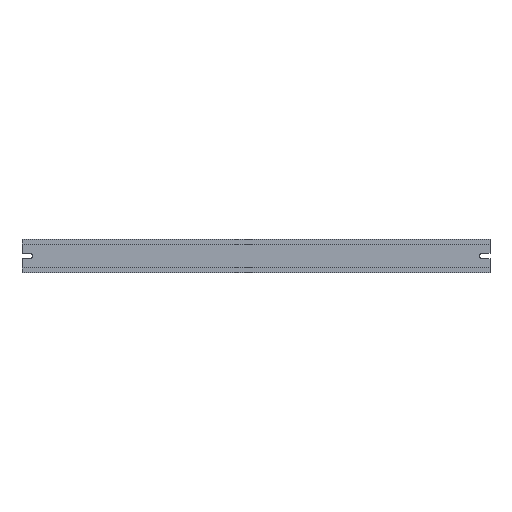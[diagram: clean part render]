
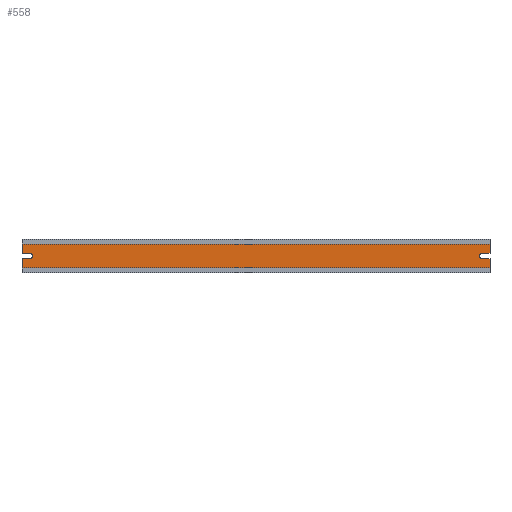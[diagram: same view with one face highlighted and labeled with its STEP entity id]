
A CAD part, top view. The second image highlights one B-rep face of the part: STEP entity #558.
In plain terms, the highlighted planar face has unit normal (0, 0, 1).
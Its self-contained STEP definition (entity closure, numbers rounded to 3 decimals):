
#1 = VECTOR ( 'NONE', #39, 1000. ) ;
#2 = DIRECTION ( 'NONE',  ( 1., 0., 0. ) ) ;
#4 = EDGE_CURVE ( 'NONE', #711, #618, #112, .T. ) ;
#14 = DIRECTION ( 'NONE',  ( 0., 0., 1. ) ) ;
#21 = ORIENTED_EDGE ( 'NONE', *, *, #4, .F. ) ;
#26 = DIRECTION ( 'NONE',  ( 0., 0., 1. ) ) ;
#28 = EDGE_CURVE ( 'NONE', #676, #740, #130, .T. ) ;
#34 = DIRECTION ( 'NONE',  ( 0., 0., 1. ) ) ;
#39 = DIRECTION ( 'NONE',  ( 0., 1., 0. ) ) ;
#44 = CIRCLE ( 'NONE', #345, 3. ) ;
#53 = EDGE_CURVE ( 'NONE', #707, #115, #176, .T. ) ;
#59 = VERTEX_POINT ( 'NONE', #601 ) ;
#67 = CIRCLE ( 'NONE', #384, 3. ) ;
#98 = CARTESIAN_POINT ( 'NONE',  ( 245.5, 12.5, 1. ) ) ;
#105 = ORIENTED_EDGE ( 'NONE', *, *, #53, .F. ) ;
#106 = CARTESIAN_POINT ( 'NONE',  ( 245.5, -13.5, 1. ) ) ;
#112 = LINE ( 'NONE', #353, #694 ) ;
#113 = CARTESIAN_POINT ( 'NONE',  ( -237.5, 0., 1. ) ) ;
#114 = VECTOR ( 'NONE', #129, 1000. ) ;
#115 = VERTEX_POINT ( 'NONE', #315 ) ;
#119 = DIRECTION ( 'NONE',  ( -1., 0., 0. ) ) ;
#123 = ORIENTED_EDGE ( 'NONE', *, *, #743, .F. ) ;
#129 = DIRECTION ( 'NONE',  ( 0., 1., 0. ) ) ;
#130 = LINE ( 'NONE', #614, #635 ) ;
#139 = EDGE_CURVE ( 'NONE', #618, #59, #459, .T. ) ;
#146 = CARTESIAN_POINT ( 'NONE',  ( -234.5, 0., 1. ) ) ;
#156 = LINE ( 'NONE', #458, #1 ) ;
#157 = ORIENTED_EDGE ( 'NONE', *, *, #139, .F. ) ;
#165 = VERTEX_POINT ( 'NONE', #574 ) ;
#169 = CARTESIAN_POINT ( 'NONE',  ( -245.5, -3., 1. ) ) ;
#170 = ORIENTED_EDGE ( 'NONE', *, *, #665, .F. ) ;
#171 = EDGE_CURVE ( 'NONE', #115, #740, #156, .T. ) ;
#176 = LINE ( 'NONE', #487, #301 ) ;
#183 = EDGE_CURVE ( 'NONE', #165, #196, #566, .T. ) ;
#190 = DIRECTION ( 'NONE',  ( -1., 0., 0. ) ) ;
#194 = CARTESIAN_POINT ( 'NONE',  ( 245.5, -13.5, 1. ) ) ;
#196 = VERTEX_POINT ( 'NONE', #264 ) ;
#198 = DIRECTION ( 'NONE',  ( 0., 1., 0. ) ) ;
#200 = ORIENTED_EDGE ( 'NONE', *, *, #271, .F. ) ;
#212 = VERTEX_POINT ( 'NONE', #146 ) ;
#213 = CARTESIAN_POINT ( 'NONE',  ( -245.5, -13.5, 1. ) ) ;
#214 = VECTOR ( 'NONE', #683, 1000. ) ;
#223 = EDGE_CURVE ( 'NONE', #680, #550, #562, .T. ) ;
#233 = EDGE_CURVE ( 'NONE', #550, #212, #67, .T. ) ;
#254 = AXIS2_PLACEMENT_3D ( 'NONE', #106, #34, #344 ) ;
#257 = CARTESIAN_POINT ( 'NONE',  ( 237.5, 0., 1. ) ) ;
#264 = CARTESIAN_POINT ( 'NONE',  ( -245.5, -12.5, 1. ) ) ;
#271 = EDGE_CURVE ( 'NONE', #59, #673, #334, .T. ) ;
#272 = DIRECTION ( 'NONE',  ( -1., 0., 0. ) ) ;
#277 = CARTESIAN_POINT ( 'NONE',  ( 237.5, 3., 1. ) ) ;
#294 = DIRECTION ( 'NONE',  ( 1., 0., 0. ) ) ;
#295 = EDGE_LOOP ( 'NONE', ( #200, #157, #21, #380, #339, #467, #105, #123, #633, #563, #170, #664, #554 ) ) ;
#301 = VECTOR ( 'NONE', #364, 1000. ) ;
#313 = CARTESIAN_POINT ( 'NONE',  ( 245.5, -13.5, 1. ) ) ;
#315 = CARTESIAN_POINT ( 'NONE',  ( -245.5, 3., 1. ) ) ;
#324 = CARTESIAN_POINT ( 'NONE',  ( -237.5, 0., 1. ) ) ;
#334 = LINE ( 'NONE', #367, #520 ) ;
#339 = ORIENTED_EDGE ( 'NONE', *, *, #28, .T. ) ;
#340 = CARTESIAN_POINT ( 'NONE',  ( -237.5, -3., 1. ) ) ;
#344 = DIRECTION ( 'NONE',  ( 0., -1., 0. ) ) ;
#345 = AXIS2_PLACEMENT_3D ( 'NONE', #113, #538, #2 ) ;
#353 = CARTESIAN_POINT ( 'NONE',  ( 237.5, 3., 1. ) ) ;
#359 = CARTESIAN_POINT ( 'NONE',  ( 245.5, 3., 1. ) ) ;
#364 = DIRECTION ( 'NONE',  ( -1., 0., 0. ) ) ;
#367 = CARTESIAN_POINT ( 'NONE',  ( 245.5, -3., 1. ) ) ;
#380 = ORIENTED_EDGE ( 'NONE', *, *, #474, .T. ) ;
#384 = AXIS2_PLACEMENT_3D ( 'NONE', #324, #26, #507 ) ;
#400 = CARTESIAN_POINT ( 'NONE',  ( -245.5, -3., 1. ) ) ;
#438 = EDGE_CURVE ( 'NONE', #165, #673, #623, .T. ) ;
#458 = CARTESIAN_POINT ( 'NONE',  ( -245.5, -13.5, 1. ) ) ;
#459 = CIRCLE ( 'NONE', #721, 3. ) ;
#467 = ORIENTED_EDGE ( 'NONE', *, *, #171, .F. ) ;
#474 = EDGE_CURVE ( 'NONE', #711, #676, #674, .T. ) ;
#487 = CARTESIAN_POINT ( 'NONE',  ( -237.5, 3., 1. ) ) ;
#507 = DIRECTION ( 'NONE',  ( 1., 0., 0. ) ) ;
#520 = VECTOR ( 'NONE', #294, 1000. ) ;
#533 = VECTOR ( 'NONE', #272, 1000. ) ;
#534 = CARTESIAN_POINT ( 'NONE',  ( -245.5, 12.5, 1. ) ) ;
#538 = DIRECTION ( 'NONE',  ( 0., 0., 1. ) ) ;
#550 = VERTEX_POINT ( 'NONE', #340 ) ;
#554 = ORIENTED_EDGE ( 'NONE', *, *, #438, .T. ) ;
#558 = ADVANCED_FACE ( 'NONE', ( #689 ), #699, .T. ) ;
#562 = LINE ( 'NONE', #400, #214 ) ;
#563 = ORIENTED_EDGE ( 'NONE', *, *, #223, .F. ) ;
#566 = LINE ( 'NONE', #628, #533 ) ;
#574 = CARTESIAN_POINT ( 'NONE',  ( 245.5, -12.5, 1. ) ) ;
#587 = CARTESIAN_POINT ( 'NONE',  ( -237.5, 3., 1. ) ) ;
#601 = CARTESIAN_POINT ( 'NONE',  ( 237.5, -3., 1. ) ) ;
#614 = CARTESIAN_POINT ( 'NONE',  ( 245.5, 12.5, 1. ) ) ;
#618 = VERTEX_POINT ( 'NONE', #277 ) ;
#623 = LINE ( 'NONE', #194, #114 ) ;
#628 = CARTESIAN_POINT ( 'NONE',  ( 245.5, -12.5, 1. ) ) ;
#630 = CARTESIAN_POINT ( 'NONE',  ( 245.5, -3., 1. ) ) ;
#633 = ORIENTED_EDGE ( 'NONE', *, *, #233, .F. ) ;
#635 = VECTOR ( 'NONE', #652, 1000. ) ;
#652 = DIRECTION ( 'NONE',  ( -1., 0., 0. ) ) ;
#664 = ORIENTED_EDGE ( 'NONE', *, *, #183, .F. ) ;
#665 = EDGE_CURVE ( 'NONE', #196, #680, #750, .T. ) ;
#673 = VERTEX_POINT ( 'NONE', #630 ) ;
#674 = LINE ( 'NONE', #313, #710 ) ;
#676 = VERTEX_POINT ( 'NONE', #98 ) ;
#680 = VERTEX_POINT ( 'NONE', #169 ) ;
#683 = DIRECTION ( 'NONE',  ( 1., 0., 0. ) ) ;
#684 = VECTOR ( 'NONE', #686, 1000. ) ;
#686 = DIRECTION ( 'NONE',  ( 0., 1., 0. ) ) ;
#689 = FACE_OUTER_BOUND ( 'NONE', #295, .T. ) ;
#694 = VECTOR ( 'NONE', #119, 1000. ) ;
#699 = PLANE ( 'NONE',  #254 ) ;
#707 = VERTEX_POINT ( 'NONE', #587 ) ;
#710 = VECTOR ( 'NONE', #198, 1000. ) ;
#711 = VERTEX_POINT ( 'NONE', #359 ) ;
#721 = AXIS2_PLACEMENT_3D ( 'NONE', #257, #14, #190 ) ;
#740 = VERTEX_POINT ( 'NONE', #534 ) ;
#743 = EDGE_CURVE ( 'NONE', #212, #707, #44, .T. ) ;
#750 = LINE ( 'NONE', #213, #684 ) ;
